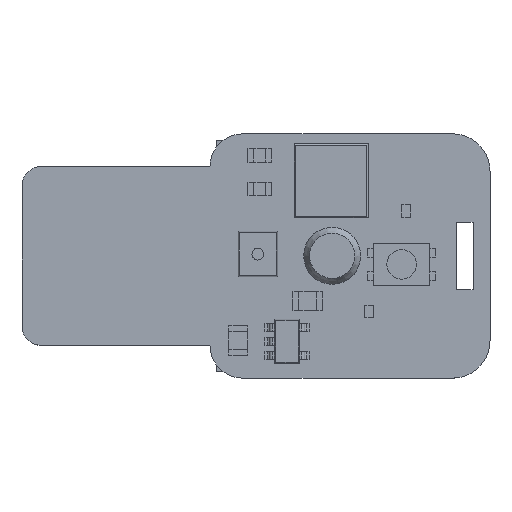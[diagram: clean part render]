
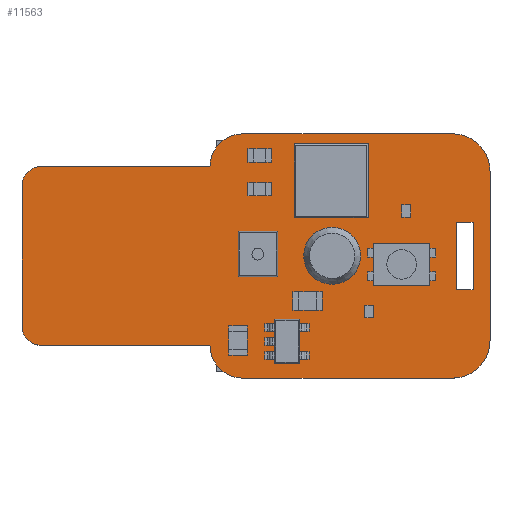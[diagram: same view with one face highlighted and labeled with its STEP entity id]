
A CAD part, top view. The second image highlights one B-rep face of the part: STEP entity #11563.
In plain terms, the highlighted planar face has unit normal (0, 0, 1).
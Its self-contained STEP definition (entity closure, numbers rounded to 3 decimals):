
#105=FACE_BOUND('',#1417,.T.);
#173=PLANE('',#12390);
#766=FACE_OUTER_BOUND('',#1416,.T.);
#1416=EDGE_LOOP('',(#7903,#7904,#7905,#7906,#7907,#7908,#7909,#7910,#7911,
#7912,#7913,#7914));
#1417=EDGE_LOOP('',(#7915,#7916,#7917,#7918));
#2072=LINE('',#16394,#3506);
#2075=LINE('',#16400,#3509);
#2078=LINE('',#16406,#3512);
#2081=LINE('',#16410,#3515);
#2085=LINE('',#16424,#3519);
#2089=LINE('',#16436,#3523);
#2093=LINE('',#16448,#3527);
#2097=LINE('',#16460,#3531);
#2101=LINE('',#16472,#3535);
#2105=LINE('',#16482,#3539);
#3506=VECTOR('',#13323,10.);
#3509=VECTOR('',#13328,10.);
#3512=VECTOR('',#13333,10.);
#3515=VECTOR('',#13338,10.);
#3519=VECTOR('',#13350,10.);
#3523=VECTOR('',#13362,10.);
#3527=VECTOR('',#13374,10.);
#3531=VECTOR('',#13386,10.);
#3535=VECTOR('',#13398,10.);
#3539=VECTOR('',#13410,10.);
#4947=CIRCLE('',#12368,1.27);
#4949=CIRCLE('',#12372,2.223);
#4951=CIRCLE('',#12376,2.54);
#4953=CIRCLE('',#12380,2.54);
#4955=CIRCLE('',#12384,2.223);
#4957=CIRCLE('',#12388,1.285);
#5122=VERTEX_POINT('',#16391);
#5123=VERTEX_POINT('',#16393);
#5125=VERTEX_POINT('',#16399);
#5127=VERTEX_POINT('',#16405);
#5130=VERTEX_POINT('',#16415);
#5131=VERTEX_POINT('',#16417);
#5133=VERTEX_POINT('',#16423);
#5135=VERTEX_POINT('',#16429);
#5137=VERTEX_POINT('',#16435);
#5139=VERTEX_POINT('',#16441);
#5141=VERTEX_POINT('',#16447);
#5143=VERTEX_POINT('',#16453);
#5145=VERTEX_POINT('',#16459);
#5147=VERTEX_POINT('',#16465);
#5149=VERTEX_POINT('',#16471);
#5151=VERTEX_POINT('',#16477);
#6193=EDGE_CURVE('',#5123,#5122,#2072,.T.);
#6196=EDGE_CURVE('',#5125,#5123,#2075,.T.);
#6199=EDGE_CURVE('',#5127,#5125,#2078,.T.);
#6202=EDGE_CURVE('',#5122,#5127,#2081,.T.);
#6205=EDGE_CURVE('',#5131,#5130,#4947,.T.);
#6208=EDGE_CURVE('',#5133,#5131,#2085,.T.);
#6211=EDGE_CURVE('',#5135,#5133,#4949,.T.);
#6214=EDGE_CURVE('',#5137,#5135,#2089,.T.);
#6217=EDGE_CURVE('',#5139,#5137,#4951,.T.);
#6220=EDGE_CURVE('',#5141,#5139,#2093,.T.);
#6223=EDGE_CURVE('',#5143,#5141,#4953,.T.);
#6226=EDGE_CURVE('',#5145,#5143,#2097,.T.);
#6229=EDGE_CURVE('',#5147,#5145,#4955,.T.);
#6232=EDGE_CURVE('',#5149,#5147,#2101,.T.);
#6235=EDGE_CURVE('',#5151,#5149,#4957,.T.);
#6238=EDGE_CURVE('',#5130,#5151,#2105,.T.);
#7903=ORIENTED_EDGE('',*,*,#6238,.T.);
#7904=ORIENTED_EDGE('',*,*,#6235,.T.);
#7905=ORIENTED_EDGE('',*,*,#6232,.T.);
#7906=ORIENTED_EDGE('',*,*,#6229,.T.);
#7907=ORIENTED_EDGE('',*,*,#6226,.T.);
#7908=ORIENTED_EDGE('',*,*,#6223,.T.);
#7909=ORIENTED_EDGE('',*,*,#6220,.T.);
#7910=ORIENTED_EDGE('',*,*,#6217,.T.);
#7911=ORIENTED_EDGE('',*,*,#6214,.T.);
#7912=ORIENTED_EDGE('',*,*,#6211,.T.);
#7913=ORIENTED_EDGE('',*,*,#6208,.T.);
#7914=ORIENTED_EDGE('',*,*,#6205,.T.);
#7915=ORIENTED_EDGE('',*,*,#6202,.T.);
#7916=ORIENTED_EDGE('',*,*,#6199,.T.);
#7917=ORIENTED_EDGE('',*,*,#6196,.T.);
#7918=ORIENTED_EDGE('',*,*,#6193,.T.);
#11563=ADVANCED_FACE('',(#766,#105),#173,.T.);
#12368=AXIS2_PLACEMENT_3D('',#16418,#13344,#13345);
#12372=AXIS2_PLACEMENT_3D('',#16430,#13356,#13357);
#12376=AXIS2_PLACEMENT_3D('',#16442,#13368,#13369);
#12380=AXIS2_PLACEMENT_3D('',#16454,#13380,#13381);
#12384=AXIS2_PLACEMENT_3D('',#16466,#13392,#13393);
#12388=AXIS2_PLACEMENT_3D('',#16478,#13404,#13405);
#12390=AXIS2_PLACEMENT_3D('',#16483,#13411,#13412);
#13323=DIRECTION('',(-1.,0.,0.));
#13328=DIRECTION('',(0.,-1.,0.));
#13333=DIRECTION('',(1.,0.,0.));
#13338=DIRECTION('',(0.,1.,0.));
#13344=DIRECTION('center_axis',(0.,0.,1.));
#13345=DIRECTION('ref_axis',(0.,1.,0.));
#13350=DIRECTION('',(-1.,0.,0.));
#13356=DIRECTION('center_axis',(0.,0.,1.));
#13357=DIRECTION('ref_axis',(0.,1.,0.));
#13362=DIRECTION('',(-1.,0.,0.));
#13368=DIRECTION('center_axis',(0.,0.,1.));
#13369=DIRECTION('ref_axis',(1.,0.,0.));
#13374=DIRECTION('',(0.,1.,0.));
#13380=DIRECTION('center_axis',(0.,0.,1.));
#13381=DIRECTION('ref_axis',(0.,-1.,0.));
#13386=DIRECTION('',(1.,0.,0.));
#13392=DIRECTION('center_axis',(0.,0.,1.));
#13393=DIRECTION('ref_axis',(-1.,0.,0.));
#13398=DIRECTION('',(1.,0.,0.));
#13404=DIRECTION('center_axis',(0.,0.,1.));
#13405=DIRECTION('ref_axis',(-1.,-0.012,0.));
#13410=DIRECTION('',(0.,-1.,0.));
#13411=DIRECTION('center_axis',(0.,0.,1.));
#13412=DIRECTION('ref_axis',(1.,0.,0.));
#16391=CARTESIAN_POINT('',(29.337,-2.286,2.));
#16393=CARTESIAN_POINT('',(30.48,-2.286,2.));
#16394=CARTESIAN_POINT('',(29.337,-2.286,2.));
#16399=CARTESIAN_POINT('',(30.48,2.286,2.));
#16400=CARTESIAN_POINT('',(30.48,-2.286,2.));
#16405=CARTESIAN_POINT('',(29.337,2.286,2.));
#16406=CARTESIAN_POINT('',(30.48,2.286,2.));
#16410=CARTESIAN_POINT('',(29.337,2.286,2.));
#16415=CARTESIAN_POINT('',(0.,4.762,2.));
#16417=CARTESIAN_POINT('',(1.27,6.032,2.));
#16418=CARTESIAN_POINT('Origin',(1.27,4.762,2.));
#16423=CARTESIAN_POINT('',(12.7,6.032,2.));
#16424=CARTESIAN_POINT('',(12.7,6.032,2.));
#16429=CARTESIAN_POINT('',(14.922,8.255,2.));
#16430=CARTESIAN_POINT('Origin',(14.923,6.033,2.));
#16435=CARTESIAN_POINT('',(29.083,8.255,2.));
#16436=CARTESIAN_POINT('',(29.083,8.255,2.));
#16441=CARTESIAN_POINT('',(31.623,5.715,2.));
#16442=CARTESIAN_POINT('Origin',(29.083,5.715,2.));
#16447=CARTESIAN_POINT('',(31.623,-5.715,2.));
#16448=CARTESIAN_POINT('',(31.623,-5.715,2.));
#16453=CARTESIAN_POINT('',(29.083,-8.255,2.));
#16454=CARTESIAN_POINT('Origin',(29.083,-5.715,2.));
#16459=CARTESIAN_POINT('',(14.922,-8.255,2.));
#16460=CARTESIAN_POINT('',(14.922,-8.255,2.));
#16465=CARTESIAN_POINT('',(12.7,-6.032,2.));
#16466=CARTESIAN_POINT('Origin',(14.923,-6.033,2.));
#16471=CARTESIAN_POINT('',(1.3,-6.032,2.));
#16472=CARTESIAN_POINT('',(1.3,-6.032,2.));
#16477=CARTESIAN_POINT('',(0.,-4.762,2.));
#16478=CARTESIAN_POINT('Origin',(1.285,-4.747,2.));
#16482=CARTESIAN_POINT('',(0.,4.762,2.));
#16483=CARTESIAN_POINT('Origin',(15.812,0.,2.));
